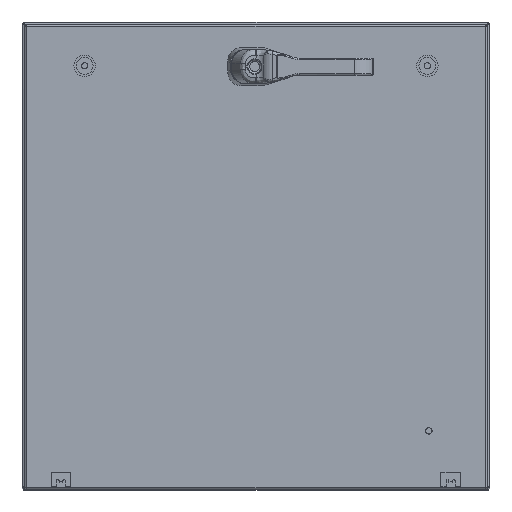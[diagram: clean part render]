
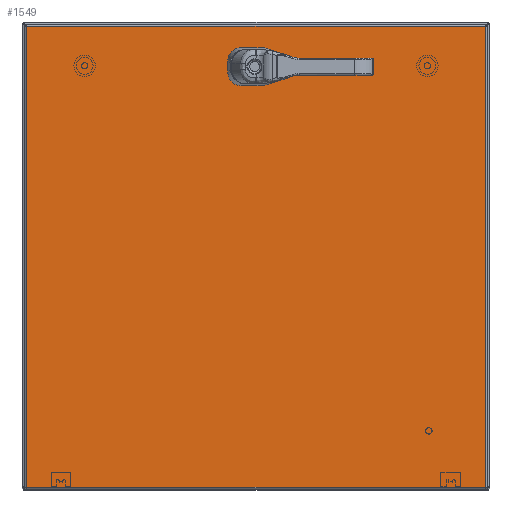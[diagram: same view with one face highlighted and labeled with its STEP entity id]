
A CAD part, top view. The second image highlights one B-rep face of the part: STEP entity #1549.
In plain terms, the highlighted planar face has unit normal (0, 0, 1).
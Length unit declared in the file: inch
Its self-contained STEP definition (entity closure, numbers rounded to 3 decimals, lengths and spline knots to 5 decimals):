
#1549 = ADVANCED_FACE ( 'NONE', ( #71483, #88170 ), #40074, .F. ) ;
#3737 = DIRECTION ( 'NONE',  ( 0., -1., 0. ) ) ;
#6142 = CARTESIAN_POINT ( 'NONE',  ( 11.926, 11.9375, 20.9175 ) ) ;
#6223 = CARTESIAN_POINT ( 'NONE',  ( 11.926, 22.15, 20.9175 ) ) ;
#6548 = DIRECTION ( 'NONE',  ( -1., 0., 0. ) ) ;
#7164 = CARTESIAN_POINT ( 'NONE',  ( 11.71338, 21.35, 20.9175 ) ) ;
#7521 = ORIENTED_EDGE ( 'NONE', *, *, #11029, .F. ) ;
#8126 = EDGE_CURVE ( 'NONE', #43319, #52130, #48034, .T. ) ;
#8713 = CARTESIAN_POINT ( 'NONE',  ( 0.15625, 0.10525, 20.9175 ) ) ;
#9370 = AXIS2_PLACEMENT_3D ( 'NONE', #80730, #59413, #31021 ) ;
#10147 = DIRECTION ( 'NONE',  ( 0., -1., 0. ) ) ;
#10824 = CIRCLE ( 'NONE', #57531, 0.453 ) ;
#11029 = EDGE_CURVE ( 'NONE', #88250, #17427, #59582, .T. ) ;
#11199 = ORIENTED_EDGE ( 'NONE', *, *, #61362, .F. ) ;
#13044 = ORIENTED_EDGE ( 'NONE', *, *, #8126, .F. ) ;
#15156 = DIRECTION ( 'NONE',  ( 0., 1., 0. ) ) ;
#17385 = CARTESIAN_POINT ( 'NONE',  ( 11.926, 21.75, 20.9175 ) ) ;
#17427 = VERTEX_POINT ( 'NONE', #61924 ) ;
#17842 = DIRECTION ( 'NONE',  ( 0., 0., 1. ) ) ;
#18206 = LINE ( 'NONE', #6223, #44673 ) ;
#20439 = VECTOR ( 'NONE', #84899, 39.37008 ) ;
#21480 = AXIS2_PLACEMENT_3D ( 'NONE', #48764, #90218, #26923 ) ;
#21743 = VECTOR ( 'NONE', #10147, 39.37008 ) ;
#22038 = VECTOR ( 'NONE', #75361, 39.37008 ) ;
#23653 = ORIENTED_EDGE ( 'NONE', *, *, #38667, .F. ) ;
#24896 = VECTOR ( 'NONE', #58863, 39.37008 ) ;
#25489 = EDGE_LOOP ( 'NONE', ( #37800, #86708, #11199, #53126 ) ) ;
#26675 = DIRECTION ( 'NONE',  ( -1., 0., 0. ) ) ;
#26923 = DIRECTION ( 'NONE',  ( 0., -1., 0. ) ) ;
#28035 = CARTESIAN_POINT ( 'NONE',  ( 12.326, 21.96262, 20.9175 ) ) ;
#28279 = CARTESIAN_POINT ( 'NONE',  ( 0.15625, 23.76975, 20.9175 ) ) ;
#28553 = DIRECTION ( 'NONE',  ( 1., 0., 0. ) ) ;
#29685 = EDGE_CURVE ( 'NONE', #49868, #68677, #77343, .T. ) ;
#31021 = DIRECTION ( 'NONE',  ( 0., -1., 0. ) ) ;
#32487 = CARTESIAN_POINT ( 'NONE',  ( 11.526, 21.96262, 20.9175 ) ) ;
#32746 = EDGE_CURVE ( 'NONE', #55940, #78779, #18206, .T. ) ;
#32783 = CARTESIAN_POINT ( 'NONE',  ( 23.69575, 23.76975, 20.9175 ) ) ;
#37800 = ORIENTED_EDGE ( 'NONE', *, *, #67343, .F. ) ;
#37910 = ORIENTED_EDGE ( 'NONE', *, *, #54323, .F. ) ;
#38471 = DIRECTION ( 'NONE',  ( 0., -1., 0. ) ) ;
#38488 = CARTESIAN_POINT ( 'NONE',  ( 23.69575, 11.9375, 20.9175 ) ) ;
#38667 = EDGE_CURVE ( 'NONE', #53013, #88250, #67524, .T. ) ;
#38940 = DIRECTION ( 'NONE',  ( 0., 0., 1. ) ) ;
#39085 = CARTESIAN_POINT ( 'NONE',  ( 11.926, 21.75, 20.9175 ) ) ;
#39760 = EDGE_CURVE ( 'NONE', #80037, #70692, #91680, .T. ) ;
#40074 = PLANE ( 'NONE',  #80877 ) ;
#42238 = CARTESIAN_POINT ( 'NONE',  ( 12.326, 11.9375, 20.9175 ) ) ;
#42580 = EDGE_CURVE ( 'NONE', #78779, #68770, #10824, .T. ) ;
#43044 = EDGE_LOOP ( 'NONE', ( #37910, #59673, #87730, #90869, #13044, #74136, #7521, #23653 ) ) ;
#43319 = VERTEX_POINT ( 'NONE', #47010 ) ;
#44007 = CARTESIAN_POINT ( 'NONE',  ( 11.526, 11.9375, 20.9175 ) ) ;
#44224 = CIRCLE ( 'NONE', #9370, 0.453 ) ;
#44434 = CARTESIAN_POINT ( 'NONE',  ( 23.69575, 0.10525, 20.9175 ) ) ;
#44673 = VECTOR ( 'NONE', #6548, 39.37008 ) ;
#45851 = LINE ( 'NONE', #44007, #24896 ) ;
#47010 = CARTESIAN_POINT ( 'NONE',  ( 12.326, 21.53738, 20.9175 ) ) ;
#47749 = EDGE_CURVE ( 'NONE', #52130, #55940, #91343, .T. ) ;
#48034 = LINE ( 'NONE', #42238, #20439 ) ;
#48764 = CARTESIAN_POINT ( 'NONE',  ( 11.926, 21.75, 20.9175 ) ) ;
#49868 = VERTEX_POINT ( 'NONE', #28279 ) ;
#49964 = LINE ( 'NONE', #57732, #58868 ) ;
#52130 = VERTEX_POINT ( 'NONE', #28035 ) ;
#53013 = VERTEX_POINT ( 'NONE', #68850 ) ;
#53126 = ORIENTED_EDGE ( 'NONE', *, *, #39760, .F. ) ;
#54323 = EDGE_CURVE ( 'NONE', #68770, #53013, #45851, .T. ) ;
#55940 = VERTEX_POINT ( 'NONE', #81064 ) ;
#57531 = AXIS2_PLACEMENT_3D ( 'NONE', #39085, #17842, #38471 ) ;
#57732 = CARTESIAN_POINT ( 'NONE',  ( 0.15625, 11.9375, 20.9175 ) ) ;
#58863 = DIRECTION ( 'NONE',  ( 0., -1., 0. ) ) ;
#58868 = VECTOR ( 'NONE', #15156, 39.37008 ) ;
#59413 = DIRECTION ( 'NONE',  ( 0., 0., 1. ) ) ;
#59582 = LINE ( 'NONE', #87837, #22038 ) ;
#59673 = ORIENTED_EDGE ( 'NONE', *, *, #42580, .F. ) ;
#61362 = EDGE_CURVE ( 'NONE', #70692, #49868, #49964, .T. ) ;
#61924 = CARTESIAN_POINT ( 'NONE',  ( 12.13862, 21.35, 20.9175 ) ) ;
#67343 = EDGE_CURVE ( 'NONE', #68677, #80037, #70224, .T. ) ;
#67524 = CIRCLE ( 'NONE', #76045, 0.453 ) ;
#68677 = VERTEX_POINT ( 'NONE', #32783 ) ;
#68770 = VERTEX_POINT ( 'NONE', #32487 ) ;
#68850 = CARTESIAN_POINT ( 'NONE',  ( 11.526, 21.53738, 20.9175 ) ) ;
#68929 = CARTESIAN_POINT ( 'NONE',  ( 11.926, 0.10525, 20.9175 ) ) ;
#70224 = LINE ( 'NONE', #38488, #21743 ) ;
#70692 = VERTEX_POINT ( 'NONE', #8713 ) ;
#71077 = CARTESIAN_POINT ( 'NONE',  ( 11.926, 23.76975, 20.9175 ) ) ;
#71261 = CARTESIAN_POINT ( 'NONE',  ( 11.71338, 22.15, 20.9175 ) ) ;
#71483 = FACE_BOUND ( 'NONE', #43044, .T. ) ;
#74136 = ORIENTED_EDGE ( 'NONE', *, *, #90118, .F. ) ;
#75361 = DIRECTION ( 'NONE',  ( 1., 0., 0. ) ) ;
#75880 = DIRECTION ( 'NONE',  ( 0., -1., 0. ) ) ;
#76045 = AXIS2_PLACEMENT_3D ( 'NONE', #17385, #38940, #3737 ) ;
#76503 = DIRECTION ( 'NONE',  ( 0., 0., -1. ) ) ;
#77343 = LINE ( 'NONE', #71077, #80731 ) ;
#78779 = VERTEX_POINT ( 'NONE', #71261 ) ;
#80037 = VERTEX_POINT ( 'NONE', #44434 ) ;
#80730 = CARTESIAN_POINT ( 'NONE',  ( 11.926, 21.75, 20.9175 ) ) ;
#80731 = VECTOR ( 'NONE', #28553, 39.37008 ) ;
#80877 = AXIS2_PLACEMENT_3D ( 'NONE', #6142, #76503, #75880 ) ;
#81064 = CARTESIAN_POINT ( 'NONE',  ( 12.13862, 22.15, 20.9175 ) ) ;
#82783 = VECTOR ( 'NONE', #26675, 39.37008 ) ;
#84899 = DIRECTION ( 'NONE',  ( 0., 1., 0. ) ) ;
#86708 = ORIENTED_EDGE ( 'NONE', *, *, #29685, .F. ) ;
#87730 = ORIENTED_EDGE ( 'NONE', *, *, #32746, .F. ) ;
#87837 = CARTESIAN_POINT ( 'NONE',  ( 11.926, 21.35, 20.9175 ) ) ;
#88170 = FACE_OUTER_BOUND ( 'NONE', #25489, .T. ) ;
#88250 = VERTEX_POINT ( 'NONE', #7164 ) ;
#90118 = EDGE_CURVE ( 'NONE', #17427, #43319, #44224, .T. ) ;
#90218 = DIRECTION ( 'NONE',  ( 0., 0., 1. ) ) ;
#90869 = ORIENTED_EDGE ( 'NONE', *, *, #47749, .F. ) ;
#91343 = CIRCLE ( 'NONE', #21480, 0.453 ) ;
#91680 = LINE ( 'NONE', #68929, #82783 ) ;
